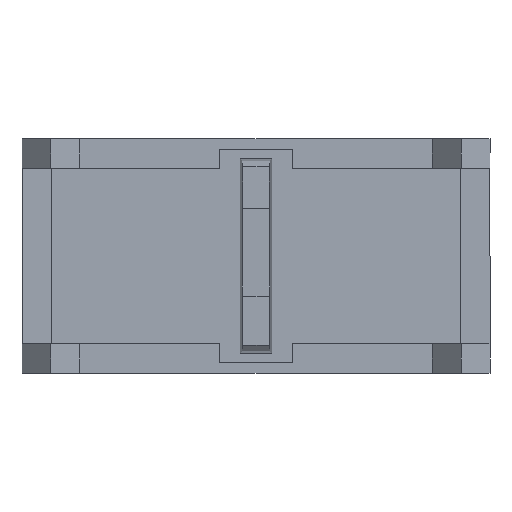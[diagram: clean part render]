
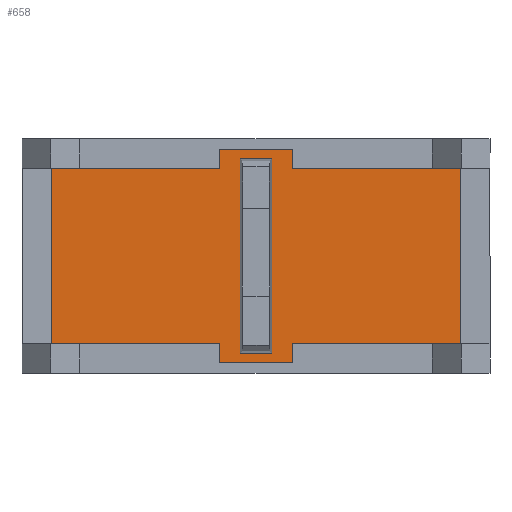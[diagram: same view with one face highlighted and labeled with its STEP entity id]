
A CAD part, front view. The second image highlights one B-rep face of the part: STEP entity #658.
In plain terms, the highlighted planar face has unit normal (0, -1, 0).
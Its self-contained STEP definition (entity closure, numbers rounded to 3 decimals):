
#2 = DIRECTION ( 'NONE',  ( 0., 0., 1. ) ) ;
#7 = DIRECTION ( 'NONE',  ( 0., 1., 0. ) ) ;
#9 = CARTESIAN_POINT ( 'NONE',  ( -2.5, 1., 14. ) ) ;
#54 = ORIENTED_EDGE ( 'NONE', *, *, #344, .F. ) ;
#55 = LINE ( 'NONE', #390, #319 ) ;
#80 = EDGE_CURVE ( 'NONE', #2039, #570, #1609, .T. ) ;
#83 = PLANE ( 'NONE',  #1076 ) ;
#84 = EDGE_CURVE ( 'NONE', #280, #1577, #1591, .T. ) ;
#95 = VECTOR ( 'NONE', #1398, 1000. ) ;
#142 = VERTEX_POINT ( 'NONE', #1719 ) ;
#217 = EDGE_CURVE ( 'NONE', #688, #2057, #1462, .T. ) ;
#259 = LINE ( 'NONE', #1001, #1371 ) ;
#264 = EDGE_CURVE ( 'NONE', #1431, #1926, #1785, .T. ) ;
#269 = EDGE_CURVE ( 'NONE', #422, #1617, #1016, .T. ) ;
#273 = VECTOR ( 'NONE', #1319, 1000. ) ;
#280 = VERTEX_POINT ( 'NONE', #1344 ) ;
#283 = VECTOR ( 'NONE', #1329, 1000. ) ;
#288 = EDGE_CURVE ( 'NONE', #1926, #2039, #536, .T. ) ;
#297 = EDGE_CURVE ( 'NONE', #786, #1431, #562, .T. ) ;
#309 = ORIENTED_EDGE ( 'NONE', *, *, #1232, .F. ) ;
#319 = VECTOR ( 'NONE', #1988, 1000. ) ;
#328 = LINE ( 'NONE', #1324, #273 ) ;
#343 = ORIENTED_EDGE ( 'NONE', *, *, #288, .F. ) ;
#344 = EDGE_CURVE ( 'NONE', #570, #1020, #1317, .T. ) ;
#390 = CARTESIAN_POINT ( 'NONE',  ( -2.5, 1., 14.625 ) ) ;
#422 = VERTEX_POINT ( 'NONE', #958 ) ;
#430 = LINE ( 'NONE', #560, #1170 ) ;
#453 = ORIENTED_EDGE ( 'NONE', *, *, #819, .F. ) ;
#478 = ORIENTED_EDGE ( 'NONE', *, *, #217, .F. ) ;
#509 = CARTESIAN_POINT ( 'NONE',  ( -2.5, 1., 2. ) ) ;
#510 = ORIENTED_EDGE ( 'NONE', *, *, #796, .F. ) ;
#536 = LINE ( 'NONE', #1400, #283 ) ;
#560 = CARTESIAN_POINT ( 'NONE',  ( -2.5, 1., 14. ) ) ;
#562 = LINE ( 'NONE', #1308, #1805 ) ;
#566 = DIRECTION ( 'NONE',  ( 0., 0., 1. ) ) ;
#568 = EDGE_LOOP ( 'NONE', ( #676, #309, #478, #764 ) ) ;
#570 = VERTEX_POINT ( 'NONE', #509 ) ;
#658 = ADVANCED_FACE ( 'NONE', ( #1678, #1236 ), #83, .F. ) ;
#674 = VERTEX_POINT ( 'NONE', #1342 ) ;
#676 = ORIENTED_EDGE ( 'NONE', *, *, #1194, .F. ) ;
#688 = VERTEX_POINT ( 'NONE', #1413 ) ;
#712 = VECTOR ( 'NONE', #1849, 1000. ) ;
#740 = VECTOR ( 'NONE', #1391, 1000. ) ;
#764 = ORIENTED_EDGE ( 'NONE', *, *, #843, .F. ) ;
#774 = LINE ( 'NONE', #1477, #2024 ) ;
#785 = EDGE_CURVE ( 'NONE', #1441, #674, #774, .T. ) ;
#786 = VERTEX_POINT ( 'NONE', #1485 ) ;
#796 = EDGE_CURVE ( 'NONE', #674, #280, #808, .T. ) ;
#808 = LINE ( 'NONE', #1418, #1539 ) ;
#812 = EDGE_CURVE ( 'NONE', #1020, #422, #328, .T. ) ;
#819 = EDGE_CURVE ( 'NONE', #1577, #786, #887, .T. ) ;
#843 = EDGE_CURVE ( 'NONE', #142, #688, #259, .T. ) ;
#887 = LINE ( 'NONE', #1274, #740 ) ;
#900 = EDGE_CURVE ( 'NONE', #1617, #1441, #430, .T. ) ;
#937 = ORIENTED_EDGE ( 'NONE', *, *, #297, .F. ) ;
#945 = ORIENTED_EDGE ( 'NONE', *, *, #269, .F. ) ;
#958 = CARTESIAN_POINT ( 'NONE',  ( -13.981, 1., 14. ) ) ;
#1001 = CARTESIAN_POINT ( 'NONE',  ( -2.5, 1., 1.375 ) ) ;
#1016 = LINE ( 'NONE', #1404, #95 ) ;
#1020 = VERTEX_POINT ( 'NONE', #1064 ) ;
#1064 = CARTESIAN_POINT ( 'NONE',  ( -13.981, 1., 2. ) ) ;
#1075 = DIRECTION ( 'NONE',  ( 1., 0., 0. ) ) ;
#1076 = AXIS2_PLACEMENT_3D ( 'NONE', #9, #7, #2 ) ;
#1086 = VERTEX_POINT ( 'NONE', #1766 ) ;
#1138 = LINE ( 'NONE', #2032, #1187 ) ;
#1169 = DIRECTION ( 'NONE',  ( -1., 0., 0. ) ) ;
#1170 = VECTOR ( 'NONE', #566, 1000. ) ;
#1179 = ORIENTED_EDGE ( 'NONE', *, *, #900, .F. ) ;
#1185 = VECTOR ( 'NONE', #1169, 1000. ) ;
#1187 = VECTOR ( 'NONE', #2016, 1000. ) ;
#1193 = CARTESIAN_POINT ( 'NONE',  ( -2.5, 1., 2. ) ) ;
#1194 = EDGE_CURVE ( 'NONE', #1086, #142, #1138, .T. ) ;
#1232 = EDGE_CURVE ( 'NONE', #2057, #1086, #55, .T. ) ;
#1236 = FACE_OUTER_BOUND ( 'NONE', #1384, .T. ) ;
#1241 = VECTOR ( 'NONE', #1430, 1000. ) ;
#1262 = VECTOR ( 'NONE', #1550, 1000. ) ;
#1274 = CARTESIAN_POINT ( 'NONE',  ( 13.983, 1., 14. ) ) ;
#1290 = ORIENTED_EDGE ( 'NONE', *, *, #80, .F. ) ;
#1293 = DIRECTION ( 'NONE',  ( -1., 0., 0. ) ) ;
#1308 = CARTESIAN_POINT ( 'NONE',  ( -2.5, 1., 2. ) ) ;
#1317 = LINE ( 'NONE', #1193, #1185 ) ;
#1319 = DIRECTION ( 'NONE',  ( 0., 0., 1. ) ) ;
#1324 = CARTESIAN_POINT ( 'NONE',  ( -13.981, 1., 14. ) ) ;
#1329 = DIRECTION ( 'NONE',  ( -1., 0., 0. ) ) ;
#1340 = ORIENTED_EDGE ( 'NONE', *, *, #84, .F. ) ;
#1342 = CARTESIAN_POINT ( 'NONE',  ( 2.5, 1., 15.3 ) ) ;
#1344 = CARTESIAN_POINT ( 'NONE',  ( 2.5, 1., 14. ) ) ;
#1371 = VECTOR ( 'NONE', #1075, 1000. ) ;
#1384 = EDGE_LOOP ( 'NONE', ( #510, #2060, #1179, #945, #1684, #54, #1290, #343, #1682, #937, #453, #1340 ) ) ;
#1391 = DIRECTION ( 'NONE',  ( 0., 0., -1. ) ) ;
#1398 = DIRECTION ( 'NONE',  ( 1., 0., 0. ) ) ;
#1400 = CARTESIAN_POINT ( 'NONE',  ( -2.5, 1., 0.7 ) ) ;
#1404 = CARTESIAN_POINT ( 'NONE',  ( -2.5, 1., 14. ) ) ;
#1413 = CARTESIAN_POINT ( 'NONE',  ( 1.08, 1., 1.375 ) ) ;
#1418 = CARTESIAN_POINT ( 'NONE',  ( 2.5, 1., 14. ) ) ;
#1420 = CARTESIAN_POINT ( 'NONE',  ( 2.5, 1., 14. ) ) ;
#1430 = DIRECTION ( 'NONE',  ( 0., 0., -1. ) ) ;
#1431 = VERTEX_POINT ( 'NONE', #1743 ) ;
#1441 = VERTEX_POINT ( 'NONE', #1680 ) ;
#1462 = LINE ( 'NONE', #1558, #1262 ) ;
#1473 = DIRECTION ( 'NONE',  ( 1., 0., 0. ) ) ;
#1477 = CARTESIAN_POINT ( 'NONE',  ( -2.5, 1., 15.3 ) ) ;
#1485 = CARTESIAN_POINT ( 'NONE',  ( 13.983, 1., 2. ) ) ;
#1534 = DIRECTION ( 'NONE',  ( 0., 0., -1. ) ) ;
#1539 = VECTOR ( 'NONE', #1534, 1000. ) ;
#1550 = DIRECTION ( 'NONE',  ( 0., 0., 1. ) ) ;
#1558 = CARTESIAN_POINT ( 'NONE',  ( 1.08, 1., 14. ) ) ;
#1577 = VERTEX_POINT ( 'NONE', #1737 ) ;
#1591 = LINE ( 'NONE', #1895, #712 ) ;
#1609 = LINE ( 'NONE', #1886, #2036 ) ;
#1610 = CARTESIAN_POINT ( 'NONE',  ( -2.5, 1., 0.7 ) ) ;
#1617 = VERTEX_POINT ( 'NONE', #1644 ) ;
#1618 = CARTESIAN_POINT ( 'NONE',  ( 1.08, 1., 14.625 ) ) ;
#1619 = CARTESIAN_POINT ( 'NONE',  ( 2.5, 1., 0.7 ) ) ;
#1644 = CARTESIAN_POINT ( 'NONE',  ( -2.5, 1., 14. ) ) ;
#1678 = FACE_BOUND ( 'NONE', #568, .T. ) ;
#1680 = CARTESIAN_POINT ( 'NONE',  ( -2.5, 1., 15.3 ) ) ;
#1682 = ORIENTED_EDGE ( 'NONE', *, *, #264, .F. ) ;
#1684 = ORIENTED_EDGE ( 'NONE', *, *, #812, .F. ) ;
#1719 = CARTESIAN_POINT ( 'NONE',  ( -1.08, 1., 1.375 ) ) ;
#1737 = CARTESIAN_POINT ( 'NONE',  ( 13.983, 1., 14. ) ) ;
#1743 = CARTESIAN_POINT ( 'NONE',  ( 2.5, 1., 2. ) ) ;
#1766 = CARTESIAN_POINT ( 'NONE',  ( -1.08, 1., 14.625 ) ) ;
#1785 = LINE ( 'NONE', #1420, #1241 ) ;
#1805 = VECTOR ( 'NONE', #1293, 1000. ) ;
#1849 = DIRECTION ( 'NONE',  ( 1., 0., 0. ) ) ;
#1859 = DIRECTION ( 'NONE',  ( 0., 0., 1. ) ) ;
#1886 = CARTESIAN_POINT ( 'NONE',  ( -2.5, 1., 14. ) ) ;
#1895 = CARTESIAN_POINT ( 'NONE',  ( -2.5, 1., 14. ) ) ;
#1926 = VERTEX_POINT ( 'NONE', #1619 ) ;
#1988 = DIRECTION ( 'NONE',  ( -1., 0., 0. ) ) ;
#2016 = DIRECTION ( 'NONE',  ( 0., 0., -1. ) ) ;
#2024 = VECTOR ( 'NONE', #1473, 1000. ) ;
#2032 = CARTESIAN_POINT ( 'NONE',  ( -1.08, 1., 14. ) ) ;
#2036 = VECTOR ( 'NONE', #1859, 1000. ) ;
#2039 = VERTEX_POINT ( 'NONE', #1610 ) ;
#2057 = VERTEX_POINT ( 'NONE', #1618 ) ;
#2060 = ORIENTED_EDGE ( 'NONE', *, *, #785, .F. ) ;
